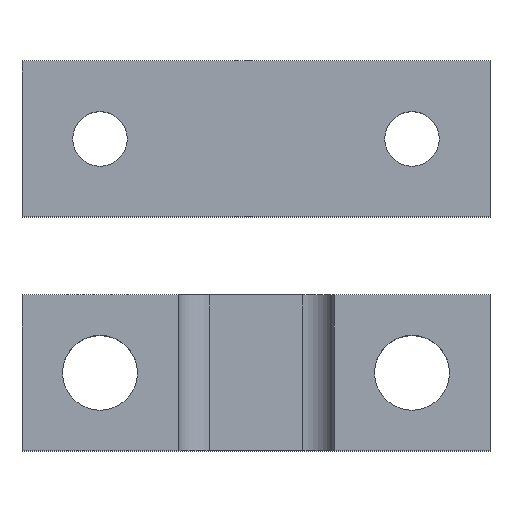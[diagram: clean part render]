
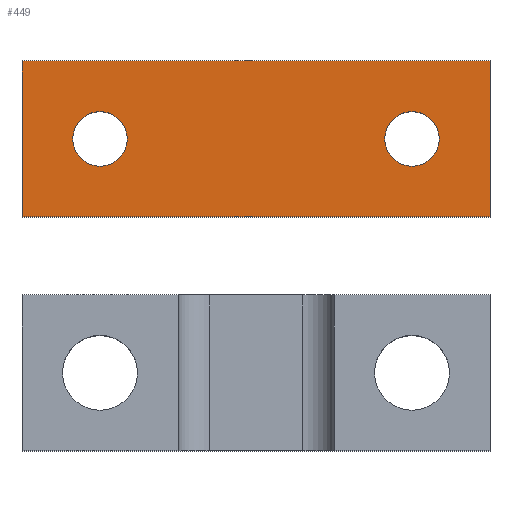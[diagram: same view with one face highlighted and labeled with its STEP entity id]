
A CAD part, top view. The second image highlights one B-rep face of the part: STEP entity #449.
In plain terms, the highlighted planar face has unit normal (0, 0, 1).
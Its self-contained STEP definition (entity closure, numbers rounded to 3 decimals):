
#21=FACE_BOUND('',#94,.T.);
#22=FACE_BOUND('',#95,.T.);
#41=PLANE('',#500);
#65=FACE_OUTER_BOUND('',#93,.T.);
#93=EDGE_LOOP('',(#409,#410,#411,#412));
#94=EDGE_LOOP('',(#413));
#95=EDGE_LOOP('',(#414));
#136=LINE('',#727,#183);
#139=LINE('',#733,#186);
#142=LINE('',#739,#189);
#145=LINE('',#743,#192);
#183=VECTOR('',#603,10.);
#186=VECTOR('',#608,10.);
#189=VECTOR('',#613,10.);
#192=VECTOR('',#618,10.);
#201=CIRCLE('',#491,1.75);
#203=CIRCLE('',#494,1.75);
#232=VERTEX_POINT('',#709);
#234=VERTEX_POINT('',#715);
#238=VERTEX_POINT('',#724);
#239=VERTEX_POINT('',#726);
#241=VERTEX_POINT('',#732);
#243=VERTEX_POINT('',#738);
#285=EDGE_CURVE('',#232,#232,#201,.T.);
#288=EDGE_CURVE('',#234,#234,#203,.T.);
#293=EDGE_CURVE('',#239,#238,#136,.T.);
#296=EDGE_CURVE('',#241,#239,#139,.T.);
#299=EDGE_CURVE('',#243,#241,#142,.T.);
#302=EDGE_CURVE('',#238,#243,#145,.T.);
#409=ORIENTED_EDGE('',*,*,#302,.T.);
#410=ORIENTED_EDGE('',*,*,#299,.T.);
#411=ORIENTED_EDGE('',*,*,#296,.T.);
#412=ORIENTED_EDGE('',*,*,#293,.T.);
#413=ORIENTED_EDGE('',*,*,#288,.T.);
#414=ORIENTED_EDGE('',*,*,#285,.T.);
#449=ADVANCED_FACE('',(#65,#21,#22),#41,.T.);
#491=AXIS2_PLACEMENT_3D('',#710,#587,#588);
#494=AXIS2_PLACEMENT_3D('',#716,#594,#595);
#500=AXIS2_PLACEMENT_3D('',#744,#619,#620);
#587=DIRECTION('center_axis',(0.,0.,-1.));
#588=DIRECTION('ref_axis',(1.,0.,0.));
#594=DIRECTION('center_axis',(0.,0.,-1.));
#595=DIRECTION('ref_axis',(1.,0.,0.));
#603=DIRECTION('',(-1.,0.,0.));
#608=DIRECTION('',(0.,1.,0.));
#613=DIRECTION('',(1.,0.,0.));
#618=DIRECTION('',(0.,-1.,0.));
#619=DIRECTION('center_axis',(0.,0.,1.));
#620=DIRECTION('ref_axis',(1.,0.,0.));
#709=CARTESIAN_POINT('',(3.25,20.,5.));
#710=CARTESIAN_POINT('Origin',(5.,20.,5.));
#715=CARTESIAN_POINT('',(23.25,20.,5.));
#716=CARTESIAN_POINT('Origin',(25.,20.,5.));
#724=CARTESIAN_POINT('',(0.,25.,5.));
#726=CARTESIAN_POINT('',(30.,25.,5.));
#727=CARTESIAN_POINT('',(30.,25.,5.));
#732=CARTESIAN_POINT('',(30.,15.,5.));
#733=CARTESIAN_POINT('',(30.,15.,5.));
#738=CARTESIAN_POINT('',(0.,15.,5.));
#739=CARTESIAN_POINT('',(0.,15.,5.));
#743=CARTESIAN_POINT('',(0.,25.,5.));
#744=CARTESIAN_POINT('Origin',(15.,20.,5.));
